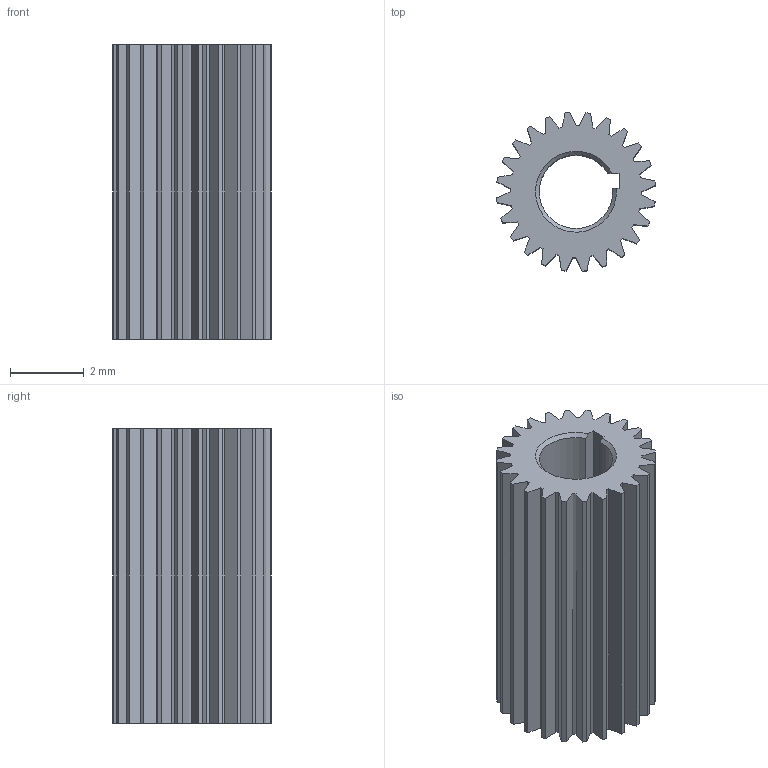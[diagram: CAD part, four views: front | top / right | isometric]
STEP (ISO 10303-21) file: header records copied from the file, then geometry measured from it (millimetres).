
FILE_DESCRIPTION(/* description */ (''),/* implementation_level */ '2;1');
FILE_NAME(/* name */ 'gear',/* time_stamp */ '1999-06-17T17:16:22-04:00',/* author */ ('PC User'),/* organization */ ('3D/EYE, Inc.'),/* preprocessor_version */ 'ST-DEVELOPER 1.6',/* originating_system */ 'IronCAD2.0',/* authorisation */ '');
FILE_SCHEMA (('CONFIG_CONTROL_DESIGN'));
Length unit declared in the file: millimetre
Products named in the file (1): 1
Bounding box: 4.32 x 4.32 x 8 mm (x, y, z)
Volume: 73.1 mm3; surface area: 267.6 mm2
Topology: 1 solids, 1 shells, 104 faces, 310 edges, 208 vertices
Faces by surface type: plane 101, cone 2, cylinder 1
Entity records: 3719 total; most frequent: CARTESIAN_POINT 630, ORIENTED_EDGE 620, DIRECTION 421, EDGE_CURVE 310, INTERSECTION_CURVE 310, LINE 298, VECTOR 298, VERTEX_POINT 208
